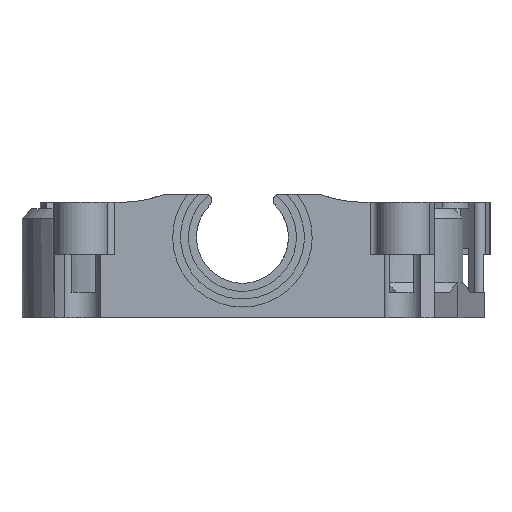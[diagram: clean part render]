
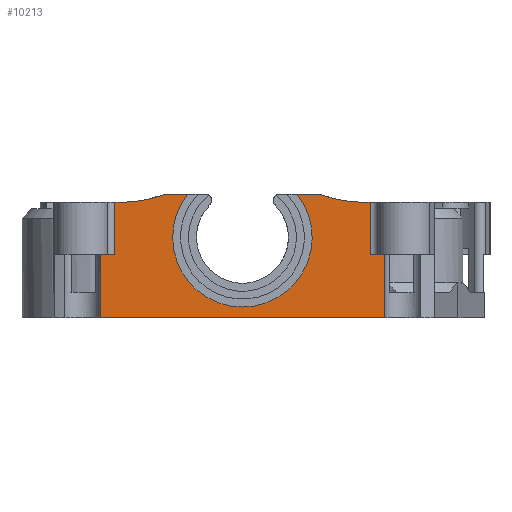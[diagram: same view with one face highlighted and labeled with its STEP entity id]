
A CAD part, front view. The second image highlights one B-rep face of the part: STEP entity #10213.
In plain terms, the highlighted planar face has unit normal (0, -1, 0).
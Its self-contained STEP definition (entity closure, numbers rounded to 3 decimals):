
#1660=LINE('',#19796,#2338);
#1741=LINE('',#21202,#2419);
#1762=LINE('',#21425,#2440);
#1769=LINE('',#21451,#2447);
#1770=LINE('',#21453,#2448);
#1771=LINE('',#21455,#2449);
#1772=LINE('',#21456,#2450);
#1773=LINE('',#21458,#2451);
#1774=LINE('',#21460,#2452);
#1775=LINE('',#21461,#2453);
#1776=LINE('',#21464,#2454);
#2338=VECTOR('',#11373,10.);
#2419=VECTOR('',#11740,10.);
#2440=VECTOR('',#11805,10.);
#2447=VECTOR('',#11834,10.);
#2448=VECTOR('',#11835,10.);
#2449=VECTOR('',#11836,10.);
#2450=VECTOR('',#11837,10.);
#2451=VECTOR('',#11838,10.);
#2452=VECTOR('',#11839,10.);
#2453=VECTOR('',#11840,10.);
#2454=VECTOR('',#11843,10.);
#2612=PLANE('',#10559);
#3114=FACE_OUTER_BOUND('',#3686,.T.);
#3686=EDGE_LOOP('',(#9282,#9283,#9284,#9285,#9286,#9287,#9288,#9289,#9290,
#9291,#9292,#9293,#9294,#9295));
#3888=CIRCLE('',#10556,11.);
#3890=CIRCLE('',#10560,20.);
#3891=CIRCLE('',#10561,20.);
#4725=VERTEX_POINT('',#19793);
#4726=VERTEX_POINT('',#19795);
#4909=VERTEX_POINT('',#21199);
#4910=VERTEX_POINT('',#21201);
#4937=VERTEX_POINT('',#21422);
#4938=VERTEX_POINT('',#21424);
#4943=VERTEX_POINT('',#21440);
#4945=VERTEX_POINT('',#21448);
#4946=VERTEX_POINT('',#21450);
#4947=VERTEX_POINT('',#21452);
#4948=VERTEX_POINT('',#21454);
#4949=VERTEX_POINT('',#21457);
#4950=VERTEX_POINT('',#21459);
#4951=VERTEX_POINT('',#21462);
#6141=EDGE_CURVE('',#4726,#4725,#1660,.T.);
#6387=EDGE_CURVE('',#4909,#4910,#1741,.T.);
#6427=EDGE_CURVE('',#4937,#4938,#1762,.T.);
#6435=EDGE_CURVE('',#4910,#4943,#3888,.T.);
#6439=EDGE_CURVE('',#4945,#4909,#3890,.T.);
#6440=EDGE_CURVE('',#4946,#4945,#1769,.T.);
#6441=EDGE_CURVE('',#4946,#4947,#1770,.T.);
#6442=EDGE_CURVE('',#4948,#4947,#1771,.T.);
#6443=EDGE_CURVE('',#4726,#4948,#1772,.T.);
#6444=EDGE_CURVE('',#4725,#4949,#1773,.T.);
#6445=EDGE_CURVE('',#4950,#4949,#1774,.T.);
#6446=EDGE_CURVE('',#4938,#4950,#1775,.T.);
#6447=EDGE_CURVE('',#4951,#4937,#3891,.T.);
#6448=EDGE_CURVE('',#4943,#4951,#1776,.T.);
#9282=ORIENTED_EDGE('',*,*,#6435,.F.);
#9283=ORIENTED_EDGE('',*,*,#6387,.F.);
#9284=ORIENTED_EDGE('',*,*,#6439,.F.);
#9285=ORIENTED_EDGE('',*,*,#6440,.F.);
#9286=ORIENTED_EDGE('',*,*,#6441,.T.);
#9287=ORIENTED_EDGE('',*,*,#6442,.F.);
#9288=ORIENTED_EDGE('',*,*,#6443,.F.);
#9289=ORIENTED_EDGE('',*,*,#6141,.T.);
#9290=ORIENTED_EDGE('',*,*,#6444,.T.);
#9291=ORIENTED_EDGE('',*,*,#6445,.F.);
#9292=ORIENTED_EDGE('',*,*,#6446,.F.);
#9293=ORIENTED_EDGE('',*,*,#6427,.F.);
#9294=ORIENTED_EDGE('',*,*,#6447,.F.);
#9295=ORIENTED_EDGE('',*,*,#6448,.F.);
#10213=ADVANCED_FACE('',(#3114),#2612,.F.);
#10556=AXIS2_PLACEMENT_3D('',#21441,#11822,#11823);
#10559=AXIS2_PLACEMENT_3D('',#21447,#11830,#11831);
#10560=AXIS2_PLACEMENT_3D('',#21449,#11832,#11833);
#10561=AXIS2_PLACEMENT_3D('',#21463,#11841,#11842);
#11373=DIRECTION('',(1.,0.,0.));
#11740=DIRECTION('',(1.,0.,0.));
#11805=DIRECTION('',(1.,0.,0.));
#11822=DIRECTION('center_axis',(0.,-1.,0.));
#11823=DIRECTION('ref_axis',(1.,0.,0.));
#11830=DIRECTION('center_axis',(0.,1.,0.));
#11831=DIRECTION('ref_axis',(-1.,0.,0.));
#11832=DIRECTION('center_axis',(0.,-1.,0.));
#11833=DIRECTION('ref_axis',(0.475,0.,-0.88));
#11834=DIRECTION('',(1.,0.,0.));
#11835=DIRECTION('',(0.,0.,-1.));
#11836=DIRECTION('',(1.,0.,0.));
#11837=DIRECTION('',(0.,0.,1.));
#11838=DIRECTION('',(0.,0.,1.));
#11839=DIRECTION('',(1.,0.,0.));
#11840=DIRECTION('',(0.,0.,-1.));
#11841=DIRECTION('center_axis',(0.,-1.,0.));
#11842=DIRECTION('ref_axis',(0.,0.,
-1.));
#11843=DIRECTION('',(1.,0.,0.));
#19793=CARTESIAN_POINT('',(22.4,-21.4,0.));
#19795=CARTESIAN_POINT('',(-22.4,-21.4,0.));
#19796=CARTESIAN_POINT('',(20.943,-21.4,0.));
#21199=CARTESIAN_POINT('',(-12.156,-21.4,19.5));
#21201=CARTESIAN_POINT('',(-8.646,-21.4,19.5));
#21202=CARTESIAN_POINT('',(17.278,-21.4,19.5));
#21422=CARTESIAN_POINT('',(19.249,-21.4,18.2));
#21424=CARTESIAN_POINT('',(20.135,-21.4,18.2));
#21425=CARTESIAN_POINT('',(32.218,-21.4,18.2));
#21440=CARTESIAN_POINT('',(8.646,-21.4,19.5));
#21441=CARTESIAN_POINT('Origin',(0.,-21.4,
12.7));
#21447=CARTESIAN_POINT('Origin',(22.4,-21.4,0.));
#21448=CARTESIAN_POINT('',(-19.249,-21.4,18.2));
#21449=CARTESIAN_POINT('Origin',(-19.249,-21.4,38.2));
#21450=CARTESIAN_POINT('',(-20.135,-21.4,18.2));
#21451=CARTESIAN_POINT('',(1.576,-21.4,18.2));
#21452=CARTESIAN_POINT('',(-20.135,-21.4,10.));
#21453=CARTESIAN_POINT('',(-20.135,-21.4,0.));
#21454=CARTESIAN_POINT('',(-22.4,-21.4,10.));
#21455=CARTESIAN_POINT('',(-20.135,-21.4,10.));
#21456=CARTESIAN_POINT('',(-22.4,-21.4,0.));
#21457=CARTESIAN_POINT('',(22.4,-21.4,10.));
#21458=CARTESIAN_POINT('',(22.4,-21.4,0.));
#21459=CARTESIAN_POINT('',(20.135,-21.4,10.));
#21460=CARTESIAN_POINT('',(20.135,-21.4,10.));
#21461=CARTESIAN_POINT('',(20.135,-21.4,0.));
#21462=CARTESIAN_POINT('',(12.156,-21.4,19.5));
#21463=CARTESIAN_POINT('Origin',(19.249,-21.4,38.2));
#21464=CARTESIAN_POINT('',(17.278,-21.4,19.5));
